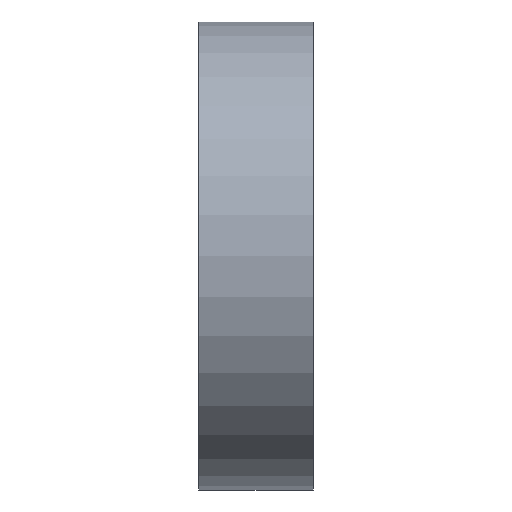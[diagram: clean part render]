
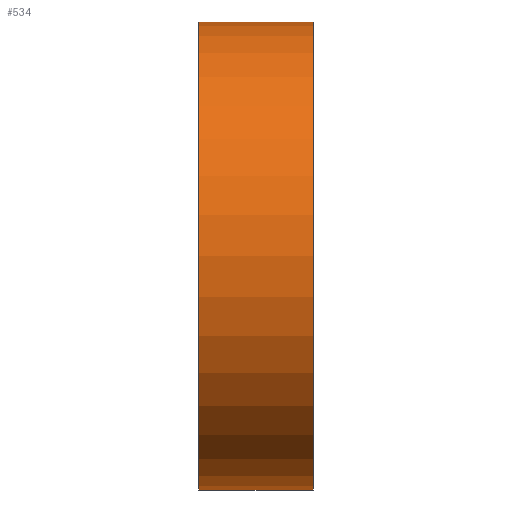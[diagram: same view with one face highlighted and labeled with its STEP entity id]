
A CAD part, left-side view. The second image highlights one B-rep face of the part: STEP entity #534.
In plain terms, the highlighted cylindrical face has radius 4100 mm (diameter 8200 mm), a partial arc.
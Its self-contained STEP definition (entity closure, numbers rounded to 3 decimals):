
#37 = CARTESIAN_POINT ( 'NONE',  ( 0., 0., 0. ) ) ;
#52 = FACE_OUTER_BOUND ( 'NONE', #358, .T. ) ;
#69 = DIRECTION ( 'NONE',  ( 0., -1., 0. ) ) ;
#90 = DIRECTION ( 'NONE',  ( 0., -1., 0. ) ) ;
#100 = ORIENTED_EDGE ( 'NONE', *, *, #381, .F. ) ;
#119 = LINE ( 'NONE', #291, #505 ) ;
#124 = ORIENTED_EDGE ( 'NONE', *, *, #380, .T. ) ;
#127 = ORIENTED_EDGE ( 'NONE', *, *, #440, .T. ) ;
#132 = CARTESIAN_POINT ( 'NONE',  ( 0., 0., 4100. ) ) ;
#138 = DIRECTION ( 'NONE',  ( 0., 1., 0. ) ) ;
#142 = DIRECTION ( 'NONE',  ( 0., 0., 1. ) ) ;
#148 = ORIENTED_EDGE ( 'NONE', *, *, #553, .F. ) ;
#166 = CARTESIAN_POINT ( 'NONE',  ( 0., 0., -4100. ) ) ;
#173 = AXIS2_PLACEMENT_3D ( 'NONE', #443, #138, #142 ) ;
#191 = VERTEX_POINT ( 'NONE', #166 ) ;
#200 = VERTEX_POINT ( 'NONE', #132 ) ;
#242 = DIRECTION ( 'NONE',  ( 0., 1., 0. ) ) ;
#287 = DIRECTION ( 'NONE',  ( 0., 0., 1. ) ) ;
#291 = CARTESIAN_POINT ( 'NONE',  ( 0., 2000., -4100. ) ) ;
#318 = VECTOR ( 'NONE', #69, 1000. ) ;
#320 = AXIS2_PLACEMENT_3D ( 'NONE', #359, #90, #399 ) ;
#326 = CARTESIAN_POINT ( 'NONE',  ( 0., 2000., 4100. ) ) ;
#328 = DIRECTION ( 'NONE',  ( 0., -1., 0. ) ) ;
#332 = CIRCLE ( 'NONE', #462, 4100. ) ;
#353 = CYLINDRICAL_SURFACE ( 'NONE', #320, 4100. ) ;
#358 = EDGE_LOOP ( 'NONE', ( #100, #148, #124, #127 ) ) ;
#359 = CARTESIAN_POINT ( 'NONE',  ( 0., 2000., 0. ) ) ;
#378 = LINE ( 'NONE', #326, #318 ) ;
#380 = EDGE_CURVE ( 'NONE', #387, #191, #119, .T. ) ;
#381 = EDGE_CURVE ( 'NONE', #404, #200, #378, .T. ) ;
#387 = VERTEX_POINT ( 'NONE', #542 ) ;
#399 = DIRECTION ( 'NONE',  ( 0., 0., -1. ) ) ;
#404 = VERTEX_POINT ( 'NONE', #426 ) ;
#422 = CIRCLE ( 'NONE', #173, 4100. ) ;
#426 = CARTESIAN_POINT ( 'NONE',  ( 0., 2000., 4100. ) ) ;
#440 = EDGE_CURVE ( 'NONE', #191, #200, #332, .T. ) ;
#443 = CARTESIAN_POINT ( 'NONE',  ( 0., 2000., 0. ) ) ;
#462 = AXIS2_PLACEMENT_3D ( 'NONE', #37, #242, #287 ) ;
#505 = VECTOR ( 'NONE', #328, 1000. ) ;
#534 = ADVANCED_FACE ( 'NONE', ( #52 ), #353, .T. ) ;
#542 = CARTESIAN_POINT ( 'NONE',  ( 0., 2000., -4100. ) ) ;
#553 = EDGE_CURVE ( 'NONE', #387, #404, #422, .T. ) ;
